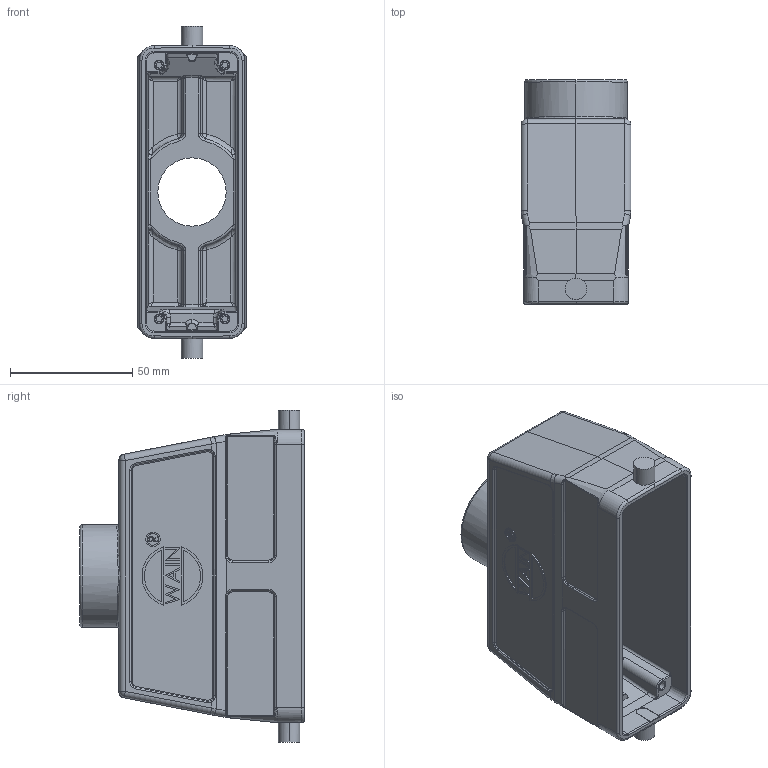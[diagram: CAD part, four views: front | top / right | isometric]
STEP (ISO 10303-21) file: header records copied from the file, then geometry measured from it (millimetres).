
FILE_DESCRIPTION(/* description */ (''),/* implementation_level */ '2;1');
FILE_NAME(/* name */ '3D_1240244155004_HV24B-TEH-2B-M32_V1.1.stp',/* time_stamp */ '2024-01-17T12:55:17+08:00',/* author */ (''),/* organization */ (''),/* preprocessor_version */ 'ST-DEVELOPER v18.1',/* originating_system */ 'SIEMENS PLM Software NX 1980',/* authorisation */ '');
FILE_SCHEMA (('AUTOMOTIVE_DESIGN { 1 0 10303 214 3 1 1 1 }'));
Length unit declared in the file: millimetre
Products named in the file (1): 14593C30272Bduun
Bounding box: 45 x 92 x 136 mm (x, y, z)
Volume: 103445.8 mm3; surface area: 56816.3 mm2
Topology: 3 solids, 3 shells, 692 faces, 1692 edges, 1012 vertices
Faces by surface type: plane 244, cylinder 211, torus 124, bspline 65, cone 30, sphere 12, extrusion 6
Entity records: 26674 total; most frequent: CARTESIAN_POINT 11632, ORIENTED_EDGE 3324, DIRECTION 2745, EDGE_CURVE 1662, VERTEX_POINT 1012, AXIS2_PLACEMENT_3D 987, VECTOR 771, LINE 765
